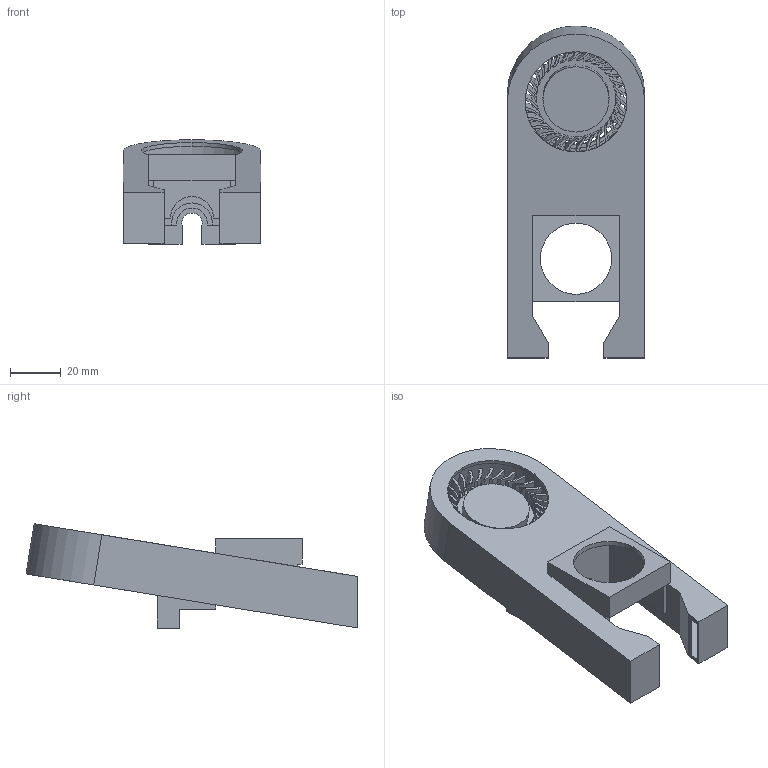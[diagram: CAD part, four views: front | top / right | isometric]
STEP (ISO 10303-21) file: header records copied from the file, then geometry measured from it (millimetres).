
FILE_DESCRIPTION (( 'STEP AP214' ), '1' );
FILE_NAME ('Bort Hot End, Assy, Vertical Rails.STEP', '2024-09-11T22:09:06', ( '' ), ( '' ), 'SwSTEP 2.0', 'SolidWorks 2022', '' );
FILE_SCHEMA (( 'AUTOMOTIVE_DESIGN' ));
Length unit declared in the file: millimetre
Products named in the file (3): Fan shroud, Bortbot, vert; Bort Hot End, Assy, Vertical Rails; Blower fan 50mm
Assembly tree (2 placements, depth 2):
  Bort Hot End, Assy, Vertical Rails
    Blower fan 50mm
    Fan shroud, Bortbot, vert
Bounding box: 54 x 130.61 x 41.12 mm (x, y, z)
Volume: 44260.4 mm3; surface area: 47597.5 mm2
Topology: 2 solids, 2 shells, 438 faces, 1216 edges, 788 vertices
Faces by surface type: cylinder 278, plane 160
Entity records: 14446 total; most frequent: DIRECTION 2780, CARTESIAN_POINT 2453, ORIENTED_EDGE 2432, EDGE_CURVE 1216, AXIS2_PLACEMENT_3D 1123, VERTEX_POINT 788, CIRCLE 680, LINE 534
